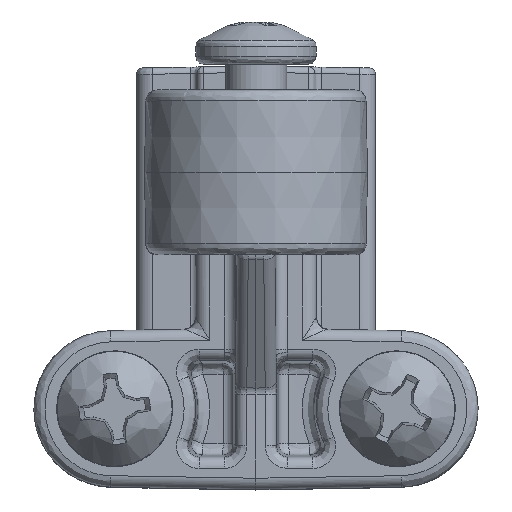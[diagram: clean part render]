
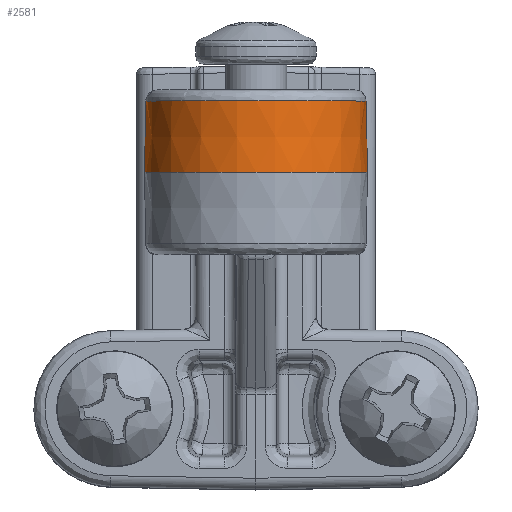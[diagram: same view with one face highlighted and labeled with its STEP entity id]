
A CAD part, top view. The second image highlights one B-rep face of the part: STEP entity #2581.
In plain terms, the highlighted conical face has half-angle 1 degrees and reference radius 8.763 mm.
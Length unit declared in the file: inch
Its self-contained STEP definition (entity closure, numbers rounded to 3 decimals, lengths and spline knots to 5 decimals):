
#1259 = LINE ( 'NONE', #15353, #14289 ) ;
#1795 = AXIS2_PLACEMENT_3D ( 'NONE', #3606, #9939, #5850 ) ;
#1870 = DIRECTION ( 'NONE',  ( 0., 0., -1. ) ) ;
#2245 = VERTEX_POINT ( 'NONE', #13354 ) ;
#2581 = ADVANCED_FACE ( 'NONE', ( #19901 ), #4146, .T. ) ;
#3302 = EDGE_LOOP ( 'NONE', ( #12673, #22002, #10215, #4750 ) ) ;
#3606 = CARTESIAN_POINT ( 'NONE',  ( 0.00001, -0.33112, 0.855 ) ) ;
#4146 = CONICAL_SURFACE ( 'NONE', #9620, 0.345, 0.017 ) ;
#4575 = VERTEX_POINT ( 'NONE', #19396 ) ;
#4750 = ORIENTED_EDGE ( 'NONE', *, *, #20800, .T. ) ;
#5225 = DIRECTION ( 'NONE',  ( 0.017, -1., 0. ) ) ;
#5635 = EDGE_CURVE ( 'NONE', #12942, #2245, #1259, .T. ) ;
#5710 = AXIS2_PLACEMENT_3D ( 'NONE', #12901, #19475, #20926 ) ;
#5850 = DIRECTION ( 'NONE',  ( 0., 0., -1. ) ) ;
#6431 = CIRCLE ( 'NONE', #1795, 0.345 ) ;
#6607 = DIRECTION ( 'NONE',  ( -0.017, -1., 0. ) ) ;
#8673 = CARTESIAN_POINT ( 'NONE',  ( 0.34116, -0.11051, 0.855 ) ) ;
#9496 = CIRCLE ( 'NONE', #5710, 0.34115 ) ;
#9620 = AXIS2_PLACEMENT_3D ( 'NONE', #25957, #17802, #1870 ) ;
#9809 = EDGE_CURVE ( 'NONE', #19443, #2245, #6431, .T. ) ;
#9939 = DIRECTION ( 'NONE',  ( 0., 1., 0. ) ) ;
#10215 = ORIENTED_EDGE ( 'NONE', *, *, #12867, .F. ) ;
#12673 = ORIENTED_EDGE ( 'NONE', *, *, #9809, .T. ) ;
#12867 = EDGE_CURVE ( 'NONE', #4575, #12942, #9496, .T. ) ;
#12901 = CARTESIAN_POINT ( 'NONE',  ( 0.00001, -0.11051, 0.855 ) ) ;
#12942 = VERTEX_POINT ( 'NONE', #8673 ) ;
#13354 = CARTESIAN_POINT ( 'NONE',  ( 0.34501, -0.33112, 0.855 ) ) ;
#14289 = VECTOR ( 'NONE', #5225, 39.37008 ) ;
#14884 = LINE ( 'NONE', #24760, #25231 ) ;
#15353 = CARTESIAN_POINT ( 'NONE',  ( 0.34501, -0.33112, 0.855 ) ) ;
#17802 = DIRECTION ( 'NONE',  ( 0., -1., 0. ) ) ;
#19396 = CARTESIAN_POINT ( 'NONE',  ( -0.34114, -0.11051, 0.855 ) ) ;
#19443 = VERTEX_POINT ( 'NONE', #24114 ) ;
#19475 = DIRECTION ( 'NONE',  ( 0., 1., 0. ) ) ;
#19901 = FACE_OUTER_BOUND ( 'NONE', #3302, .T. ) ;
#20800 = EDGE_CURVE ( 'NONE', #4575, #19443, #14884, .T. ) ;
#20926 = DIRECTION ( 'NONE',  ( 0., 0., 1. ) ) ;
#22002 = ORIENTED_EDGE ( 'NONE', *, *, #5635, .F. ) ;
#24114 = CARTESIAN_POINT ( 'NONE',  ( -0.34499, -0.33112, 0.855 ) ) ;
#24760 = CARTESIAN_POINT ( 'NONE',  ( -0.99999, -37.85604, 0.85501 ) ) ;
#25231 = VECTOR ( 'NONE', #6607, 39.37008 ) ;
#25957 = CARTESIAN_POINT ( 'NONE',  ( 0.00001, -0.33112, 0.855 ) ) ;
